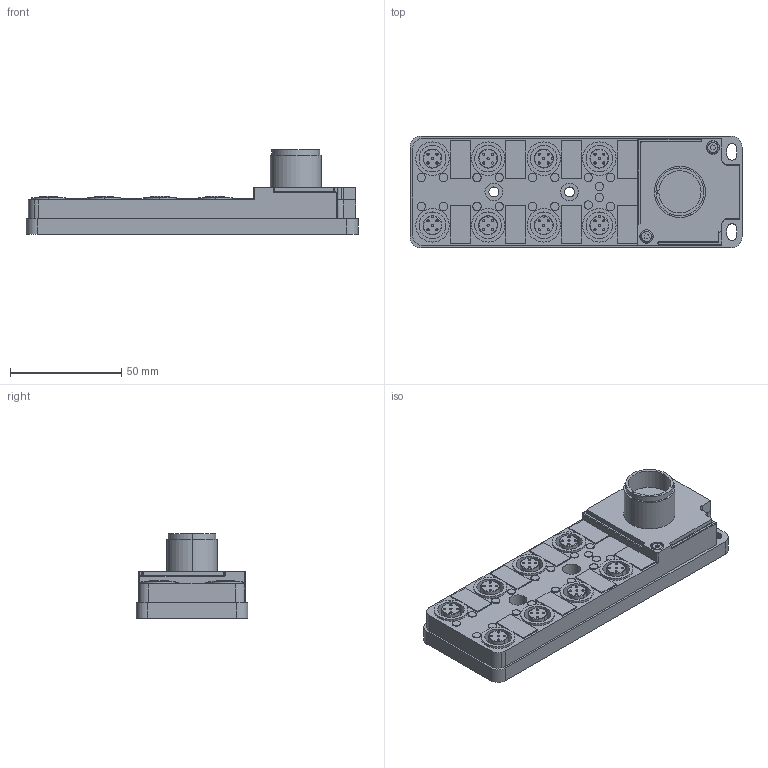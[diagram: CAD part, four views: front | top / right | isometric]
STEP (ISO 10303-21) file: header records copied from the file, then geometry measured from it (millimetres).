
FILE_DESCRIPTION(('STEP AP242'),'1');
FILE_NAME('abe9_c1280c23_.stp','2020-02-12T14:44:04',('TraceParts'),('TraceParts S.A.'),'Spatial InterOp 3D',' ',' ');
FILE_SCHEMA(('AP242_MANAGED_MODEL_BASED_3D_ENGINEERING_MIM_LF {1 0 10303 442 1 1 4}'));
Length unit declared in the file: millimetre
Products named in the file (1): abe9_c1280c23_
Bounding box: 149.2 x 50.2 x 38 mm (x, y, z)
Volume: 123457.6 mm3; surface area: 29199.4 mm2
Topology: 1 solids, 1 shells, 505 faces, 1346 edges, 945 vertices
Faces by surface type: cylinder 276, plane 186, cone 24, bspline 14, torus 5
Entity records: 20814 total; most frequent: CARTESIAN_POINT 3326, DIRECTION 3066, ORIENTED_EDGE 2692, EDGE_CURVE 1346, AXIS2_PLACEMENT_3D 1267, VERTEX_POINT 945, CIRCLE 764, EDGE_LOOP 615
